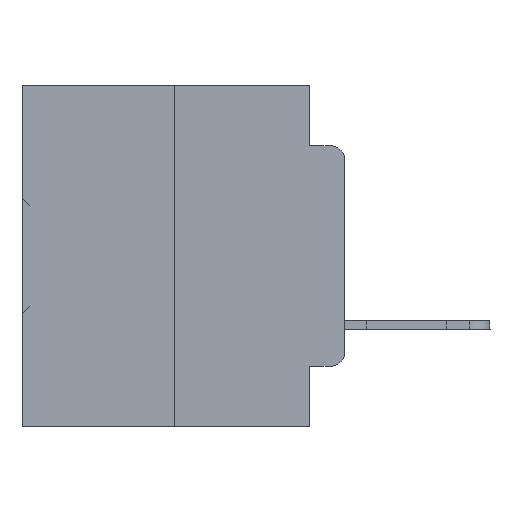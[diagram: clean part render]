
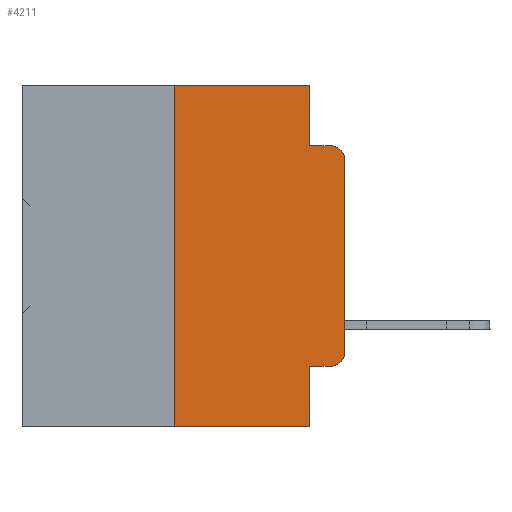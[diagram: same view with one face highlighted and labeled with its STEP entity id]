
A CAD part, left-side view. The second image highlights one B-rep face of the part: STEP entity #4211.
In plain terms, the highlighted planar face has unit normal (-1, 0, 0).
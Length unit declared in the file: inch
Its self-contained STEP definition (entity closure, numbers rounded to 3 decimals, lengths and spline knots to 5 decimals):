
#29 = CARTESIAN_POINT ( 'NONE',  ( 0., 0.473, 0. ) ) ;
#848 = DIRECTION ( 'NONE',  ( 1., 0., 0. ) ) ;
#936 = VECTOR ( 'NONE', #30383, 39.37008 ) ;
#942 = EDGE_CURVE ( 'NONE', #21057, #18199, #27133, .T. ) ;
#2430 = VECTOR ( 'NONE', #36766, 39.37008 ) ;
#3148 = LINE ( 'NONE', #29, #936 ) ;
#4211 = ADVANCED_FACE ( 'NONE', ( #33011 ), #6464, .F. ) ;
#4411 = CARTESIAN_POINT ( 'NONE',  ( 0., 0.051, -0.4115 ) ) ;
#4533 = ORIENTED_EDGE ( 'NONE', *, *, #25685, .T. ) ;
#4577 = EDGE_CURVE ( 'NONE', #8185, #34724, #3148, .T. ) ;
#5326 = ORIENTED_EDGE ( 'NONE', *, *, #23770, .F. ) ;
#6299 = LINE ( 'NONE', #35331, #36355 ) ;
#6464 = PLANE ( 'NONE',  #21862 ) ;
#7260 = VECTOR ( 'NONE', #31178, 39.37008 ) ;
#7514 = CARTESIAN_POINT ( 'NONE',  ( 0., 0.051, 0. ) ) ;
#8002 = CARTESIAN_POINT ( 'NONE',  ( 0., 0.25, 0. ) ) ;
#8185 = VERTEX_POINT ( 'NONE', #8002 ) ;
#8435 = CARTESIAN_POINT ( 'NONE',  ( 0., 0.02, -0.0885 ) ) ;
#8459 = VERTEX_POINT ( 'NONE', #37191 ) ;
#9018 = EDGE_CURVE ( 'NONE', #27579, #8459, #6299, .T. ) ;
#9198 = CARTESIAN_POINT ( 'NONE',  ( 0., 0., -0.3915 ) ) ;
#9338 = VECTOR ( 'NONE', #26655, 39.37008 ) ;
#10046 = VERTEX_POINT ( 'NONE', #36192 ) ;
#10240 = DIRECTION ( 'NONE',  ( 0., 0., -1. ) ) ;
#10438 = CARTESIAN_POINT ( 'NONE',  ( 0., 0.051, 0. ) ) ;
#11396 = DIRECTION ( 'NONE',  ( -1., 0., 0. ) ) ;
#12214 = ORIENTED_EDGE ( 'NONE', *, *, #16507, .T. ) ;
#12674 = VECTOR ( 'NONE', #16425, 39.37008 ) ;
#13722 = CARTESIAN_POINT ( 'NONE',  ( 0., 0.473, -0.5 ) ) ;
#13799 = DIRECTION ( 'NONE',  ( 0., 0., 1. ) ) ;
#13981 = CARTESIAN_POINT ( 'NONE',  ( 0., 0.25, 0. ) ) ;
#14296 = LINE ( 'NONE', #13722, #12674 ) ;
#14693 = DIRECTION ( 'NONE',  ( 0., 0., -1. ) ) ;
#14715 = EDGE_LOOP ( 'NONE', ( #16317, #31148, #20142, #22623, #21116, #5326, #12214, #15257, #33677, #4533 ) ) ;
#15257 = ORIENTED_EDGE ( 'NONE', *, *, #9018, .F. ) ;
#15981 = CARTESIAN_POINT ( 'NONE',  ( 0., 0.051, -0.0885 ) ) ;
#16112 = LINE ( 'NONE', #13981, #34072 ) ;
#16317 = ORIENTED_EDGE ( 'NONE', *, *, #33054, .T. ) ;
#16425 = DIRECTION ( 'NONE',  ( 0., -1., 0. ) ) ;
#16507 = EDGE_CURVE ( 'NONE', #10046, #8459, #14296, .T. ) ;
#17535 = EDGE_CURVE ( 'NONE', #34724, #21057, #21683, .T. ) ;
#17748 = CARTESIAN_POINT ( 'NONE',  ( 0., 0.02, -0.1085 ) ) ;
#18199 = VERTEX_POINT ( 'NONE', #8435 ) ;
#18277 = DIRECTION ( 'NONE',  ( 0., 0., -1. ) ) ;
#18311 = LINE ( 'NONE', #27431, #9338 ) ;
#18979 = CARTESIAN_POINT ( 'NONE',  ( 0., 0.051, -0.0885 ) ) ;
#19179 = LINE ( 'NONE', #30413, #7260 ) ;
#19451 = VERTEX_POINT ( 'NONE', #23712 ) ;
#20142 = ORIENTED_EDGE ( 'NONE', *, *, #942, .F. ) ;
#21057 = VERTEX_POINT ( 'NONE', #15981 ) ;
#21116 = ORIENTED_EDGE ( 'NONE', *, *, #4577, .F. ) ;
#21683 = LINE ( 'NONE', #10438, #27617 ) ;
#21862 = AXIS2_PLACEMENT_3D ( 'NONE', #24096, #848, #18277 ) ;
#22069 = EDGE_CURVE ( 'NONE', #37073, #18199, #22837, .T. ) ;
#22623 = ORIENTED_EDGE ( 'NONE', *, *, #17535, .F. ) ;
#22816 = DIRECTION ( 'NONE',  ( -1., 0., 0. ) ) ;
#22837 = CIRCLE ( 'NONE', #30883, 0.02 ) ;
#23712 = CARTESIAN_POINT ( 'NONE',  ( 0., 0.02, -0.4115 ) ) ;
#23770 = EDGE_CURVE ( 'NONE', #10046, #8185, #16112, .T. ) ;
#24096 = CARTESIAN_POINT ( 'NONE',  ( 0., 0.473, 0. ) ) ;
#25685 = EDGE_CURVE ( 'NONE', #19451, #26651, #37822, .T. ) ;
#26651 = VERTEX_POINT ( 'NONE', #9198 ) ;
#26655 = DIRECTION ( 'NONE',  ( 0., 0., 1. ) ) ;
#27026 = DIRECTION ( 'NONE',  ( 0., 0., -1. ) ) ;
#27133 = LINE ( 'NONE', #18979, #2430 ) ;
#27431 = CARTESIAN_POINT ( 'NONE',  ( 0., 0., 0. ) ) ;
#27579 = VERTEX_POINT ( 'NONE', #4411 ) ;
#27617 = VECTOR ( 'NONE', #10240, 39.37008 ) ;
#28887 = EDGE_CURVE ( 'NONE', #27579, #19451, #19179, .T. ) ;
#29878 = CARTESIAN_POINT ( 'NONE',  ( 0., 0., -0.1085 ) ) ;
#30383 = DIRECTION ( 'NONE',  ( 0., -1., 0. ) ) ;
#30413 = CARTESIAN_POINT ( 'NONE',  ( 0., 0.051, -0.4115 ) ) ;
#30883 = AXIS2_PLACEMENT_3D ( 'NONE', #17748, #22816, #34607 ) ;
#31148 = ORIENTED_EDGE ( 'NONE', *, *, #22069, .T. ) ;
#31178 = DIRECTION ( 'NONE',  ( 0., -1., 0. ) ) ;
#33011 = FACE_OUTER_BOUND ( 'NONE', #14715, .T. ) ;
#33054 = EDGE_CURVE ( 'NONE', #26651, #37073, #18311, .T. ) ;
#33677 = ORIENTED_EDGE ( 'NONE', *, *, #28887, .T. ) ;
#34072 = VECTOR ( 'NONE', #13799, 39.37008 ) ;
#34607 = DIRECTION ( 'NONE',  ( 0., 0., -1. ) ) ;
#34724 = VERTEX_POINT ( 'NONE', #7514 ) ;
#35331 = CARTESIAN_POINT ( 'NONE',  ( 0., 0.051, 0. ) ) ;
#35332 = AXIS2_PLACEMENT_3D ( 'NONE', #37924, #11396, #14693 ) ;
#36192 = CARTESIAN_POINT ( 'NONE',  ( 0., 0.25, -0.5 ) ) ;
#36355 = VECTOR ( 'NONE', #27026, 39.37008 ) ;
#36766 = DIRECTION ( 'NONE',  ( 0., -1., 0. ) ) ;
#37073 = VERTEX_POINT ( 'NONE', #29878 ) ;
#37191 = CARTESIAN_POINT ( 'NONE',  ( 0., 0.051, -0.5 ) ) ;
#37822 = CIRCLE ( 'NONE', #35332, 0.02 ) ;
#37924 = CARTESIAN_POINT ( 'NONE',  ( 0., 0.02, -0.3915 ) ) ;
